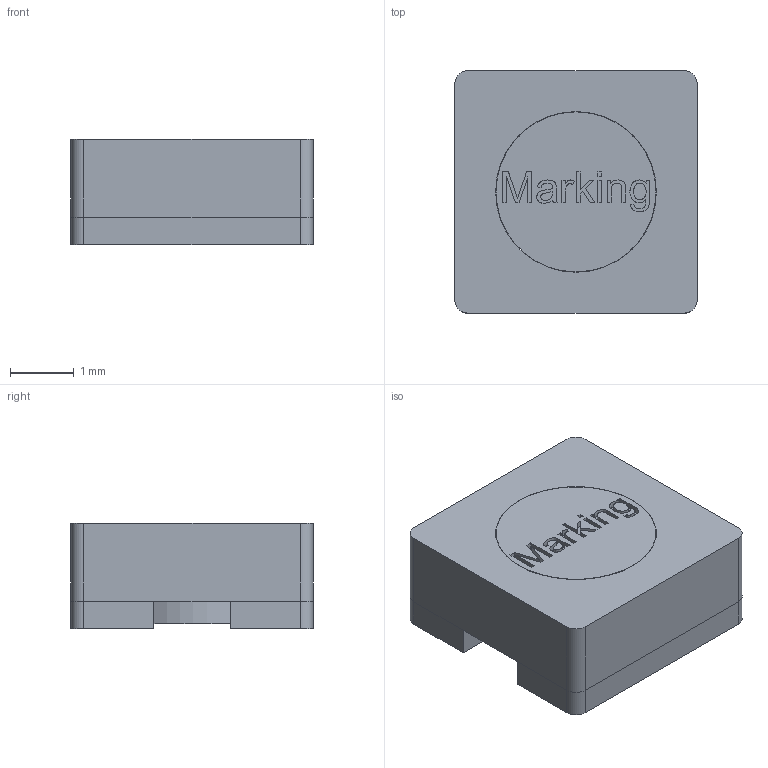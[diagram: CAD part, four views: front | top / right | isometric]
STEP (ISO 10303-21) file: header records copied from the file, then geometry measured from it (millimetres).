
FILE_DESCRIPTION(('FreeCAD Model'),'2;1');
FILE_NAME('Fusion.step','2017-08-30T16:21:05',( 'kicad StepUp'),('ksu MCAD'),'Open CASCADE STEP processor 6.8', 'FreeCAD','Unknown');
FILE_SCHEMA(('AUTOMOTIVE_DESIGN_CC2 { 1 2 10303 214 -1 1 5 4 }'));
Length unit declared in the file: millimetre
Products named in the file (2): ASSEMBLY; Fusion
Assembly tree (1 placements, depth 2):
  ASSEMBLY
    Fusion
Bounding box: 3.8 x 3.8 x 1.65 mm (x, y, z)
Volume: 20.5 mm3; surface area: 102.4 mm2
Topology: 2 solids, 2 shells, 129 faces, 316 edges, 204 vertices
Faces by surface type: plane 85, cylinder 19, extrusion 16, bspline 6, torus 3
Full cylindrical faces by diameter (mm): 0.1 x2, 1.6 x1, 2.51 x1, 2.52 x1
Entity records: 7242 total; most frequent: CARTESIAN_POINT 3541, ORIENTED_EDGE 632, DIRECTION 443, EDGE_CURVE 316, VERTEX_POINT 204, B_SPLINE_CURVE_WITH_KNOTS 163, AXIS2_PLACEMENT_3D 150, FACE_BOUND 144
